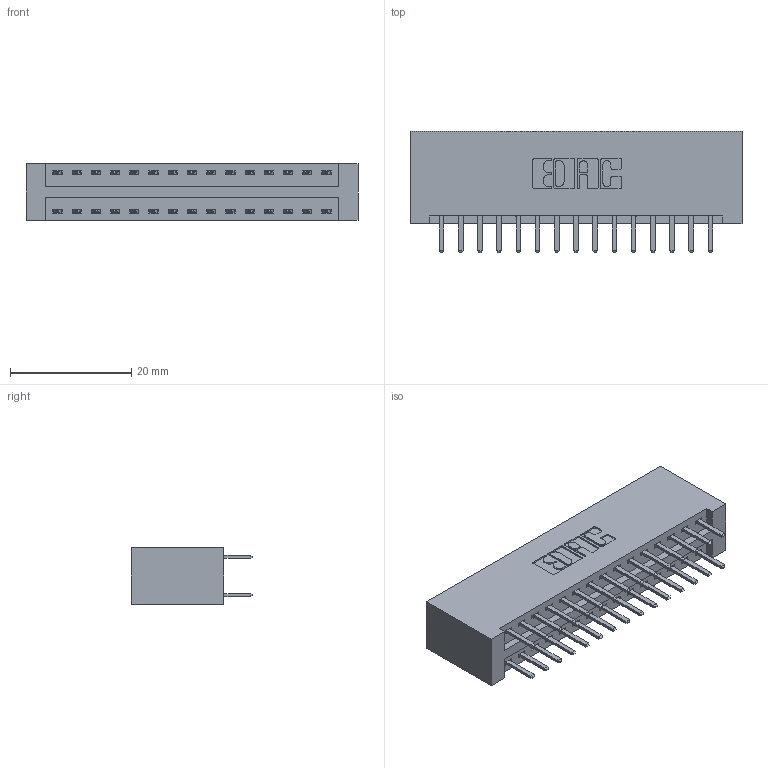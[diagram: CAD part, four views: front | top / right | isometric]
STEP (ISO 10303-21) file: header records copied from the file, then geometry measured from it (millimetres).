
FILE_DESCRIPTION (( 'STEP AP203' ), '1' );
FILE_NAME ('346-030-520-201.STEP', '2022-05-19T15:58:27', ( '' ), ( '' ), 'SwSTEP 2.0', 'SolidWorks 2020', '' );
FILE_SCHEMA (( 'CONFIG_CONTROL_DESIGN' ));
Length unit declared in the file: inch
Products named in the file (3): 345-292-001_345-293-120; 346-030-520-201; 346 Part_No Mounting Lugs
Assembly tree (31 placements, depth 2):
  346-030-520-201
    346 Part_No Mounting Lugs
    345-292-001_345-293-120  x30
Bounding box: 54.86 x 20.02 x 9.4 mm (x, y, z)
Volume: 5700.3 mm3; surface area: 7543.4 mm2
Topology: 31 solids, 31 shells, 1794 faces, 5195 edges, 3382 vertices
Faces by surface type: plane 1182, cylinder 612
Entity records: 13261 total; most frequent: CARTESIAN_POINT 2232, ORIENTED_EDGE 2154, DIRECTION 2001, EDGE_CURVE 1077, LINE 889, VECTOR 889, VERTEX_POINT 714, AXIS2_PLACEMENT_3D 556
